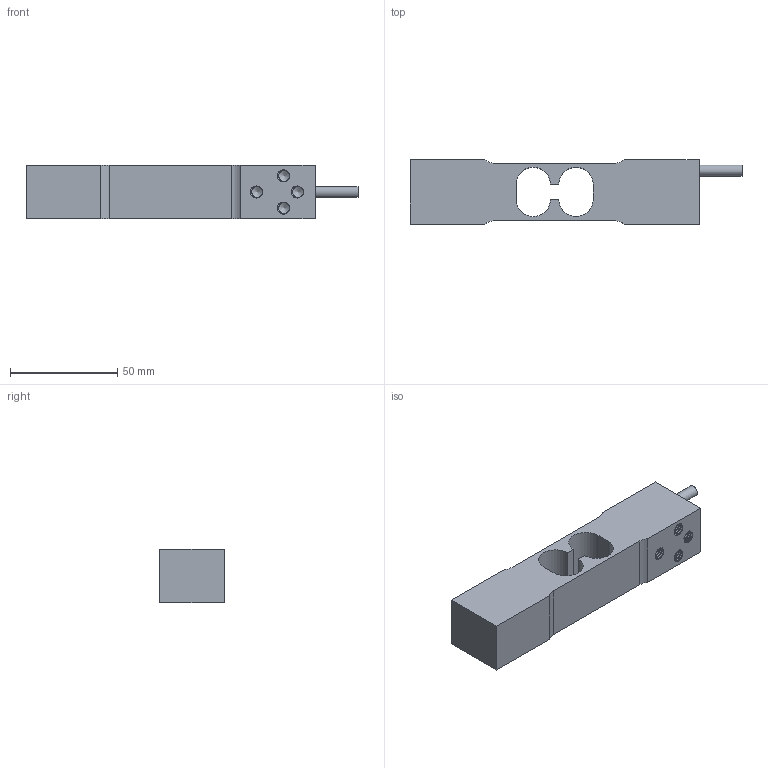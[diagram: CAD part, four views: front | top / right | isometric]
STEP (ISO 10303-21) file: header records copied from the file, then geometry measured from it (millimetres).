
FILE_DESCRIPTION(/* description */ (''),/* implementation_level */ '2;1');
FILE_NAME(/* name */ '108KSUN-(4-150)kg v2.step',/* time_stamp */ '2020-01-28T10:01:33-08:00',/* author */ (''),/* organization */ (''),/* preprocessor_version */ 'ST-DEVELOPER v18',/* originating_system */ 'Autodesk Translation Framework v8.12.0.6',/* authorisation */ '');
FILE_SCHEMA (('AUTOMOTIVE_DESIGN { 1 0 10303 214 3 1 1 }'));
Length unit declared in the file: millimetre
Products named in the file (1): 108KSUN-(4-150)kg
Bounding box: 155 x 30 x 25 mm (x, y, z)
Volume: 78670.2 mm3; surface area: 21055.8 mm2
Topology: 1 solids, 1 shells, 256 faces, 679 edges, 426 vertices
Faces by surface type: cylinder 209, plane 23, bspline 16, cone 8
Full cylindrical faces by diameter (mm): 5.1 x1, 5.118 x80, 6.35 x88
Entity records: 18286 total; most frequent: CARTESIAN_POINT 12698, ORIENTED_EDGE 1342, DIRECTION 851, EDGE_CURVE 671, VERTEX_POINT 426, B_SPLINE_CURVE_WITH_KNOTS 368, AXIS2_PLACEMENT_3D 307, EDGE_LOOP 267
